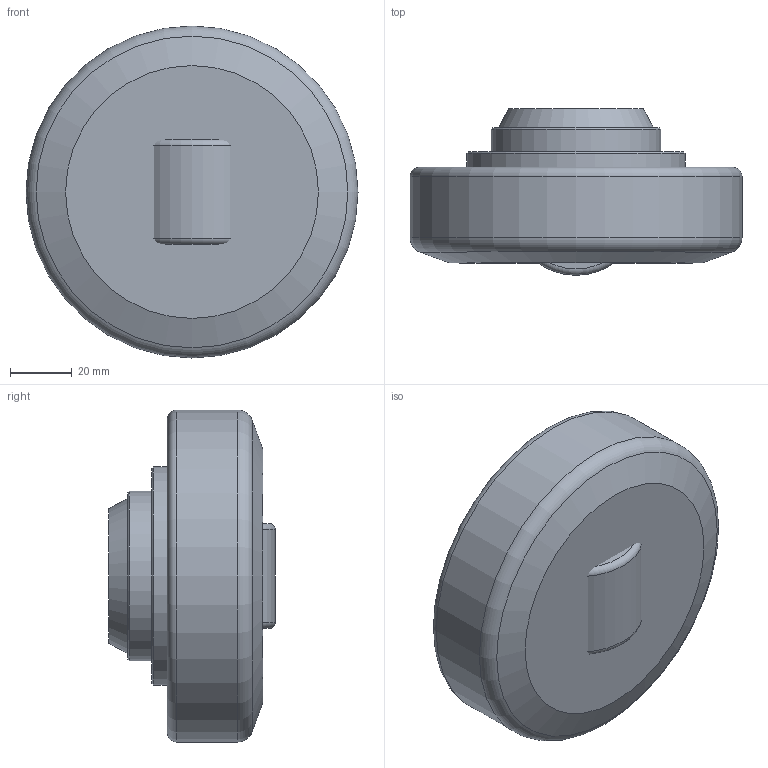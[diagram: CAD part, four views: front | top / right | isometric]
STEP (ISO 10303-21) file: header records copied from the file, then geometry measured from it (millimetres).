
FILE_DESCRIPTION(/* description */ (''),/* implementation_level */ '2;1');
FILE_NAME(/* name */ '4060 CORRECT v5.step',/* time_stamp */ '2020-11-03T12:49:44+00:00',/* author */ (''),/* organization */ (''),/* preprocessor_version */ 'ST-DEVELOPER v18.1',/* originating_system */ 'Autodesk Translation Framework v9.3.0.1241',/* authorisation */ '');
FILE_SCHEMA (('AUTOMOTIVE_DESIGN { 1 0 10303 214 3 1 1 }'));
Length unit declared in the file: millimetre
Products named in the file (3): 4060 CORRECT; Component1; Component2
Assembly tree (2 placements, depth 2):
  4060 CORRECT
    Component1
    Component2
Bounding box: 107.7 x 54 x 107.7 mm (x, y, z)
Volume: 367575.6 mm3; surface area: 36540.9 mm2
Topology: 2 solids, 2 shells, 19 faces, 32 edges, 20 vertices
Faces by surface type: plane 7, torus 4, cylinder 4, cone 4
Full cylindrical faces by diameter (mm): 42 x1, 55 x1, 71 x1, 107.7 x1
Entity records: 543 total; most frequent: DIRECTION 104, CARTESIAN_POINT 76, ORIENTED_EDGE 64, AXIS2_PLACEMENT_3D 48, EDGE_CURVE 32, CIRCLE 24, EDGE_LOOP 22, VERTEX_POINT 20
